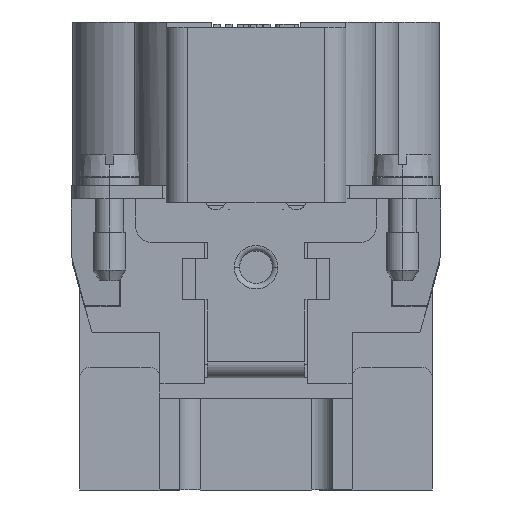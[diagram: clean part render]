
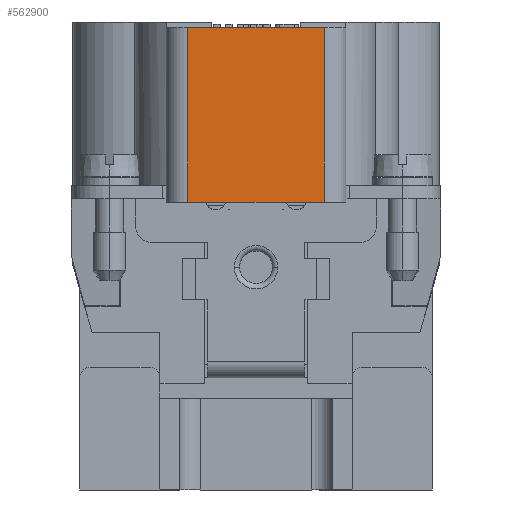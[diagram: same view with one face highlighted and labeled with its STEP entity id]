
A CAD part, left-side view. The second image highlights one B-rep face of the part: STEP entity #562900.
In plain terms, the highlighted face is planar.
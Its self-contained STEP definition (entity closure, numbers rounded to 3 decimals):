
#48930=CARTESIAN_POINT('',(-6.146,-19.261,-18.3));
#48940=VERTEX_POINT('',#48930);
#48970=CARTESIAN_POINT('',(-6.146,-19.261,-35.));
#48980=DIRECTION('',(0.,0.,-1.));
#48990=VECTOR('',#48980,1.);
#49000=LINE('',#48970,#48990);
#49010=CARTESIAN_POINT('',(-6.146,-19.261,
-2.2));
#49020=VERTEX_POINT('',#49010);
#49030=EDGE_CURVE('',#49020,#48940,#49000,.T.);
#500410=CARTESIAN_POINT('',(2.742,-28.15,-18.3));
#500420=VERTEX_POINT('',#500410);
#500600=CARTESIAN_POINT('',(2.742,-28.15,
-2.2));
#500610=VERTEX_POINT('',#500600);
#500640=CARTESIAN_POINT('',(2.742,-28.15,-35.));
#500650=DIRECTION('',(0.,0.,-1.));
#500660=VECTOR('',#500650,1.);
#500670=LINE('',#500640,#500660);
#500680=EDGE_CURVE('',#500610,#500420,#500670,.T.);
#522350=CARTESIAN_POINT('',(3.875,-29.283,
-2.2));
#522360=DIRECTION('',(0.707,-0.707,
0.));
#522370=VECTOR('',#522360,1.);
#522380=LINE('',#522350,#522370);
#522390=EDGE_CURVE('',#49020,#500610,#522380,.T.);
#562740=CARTESIAN_POINT('',(2.93,-28.337,
-1.6));
#562750=DIRECTION('',(0.707,0.707,
0.));
#562760=DIRECTION('',(0.707,-0.707,
0.));
#562770=AXIS2_PLACEMENT_3D('',#562740,#562750,#562760);
#562780=PLANE('',#562770);
#562790=ORIENTED_EDGE('',*,*,#522390,.T.);
#562800=ORIENTED_EDGE('',*,*,#49030,.F.);
#562810=CARTESIAN_POINT('',(3.875,-29.283,-18.3));
#562820=DIRECTION('',(-0.707,0.707,
0.));
#562830=VECTOR('',#562820,1.);
#562840=LINE('',#562810,#562830);
#562850=EDGE_CURVE('',#500420,#48940,#562840,.T.);
#562860=ORIENTED_EDGE('',*,*,#562850,.T.);
#562870=ORIENTED_EDGE('',*,*,#500680,.T.);
#562880=EDGE_LOOP('',(#562870,#562860,#562800,#562790));
#562890=FACE_OUTER_BOUND('',#562880,.T.);
#562900=ADVANCED_FACE('',(#562890),#562780,.T.);
